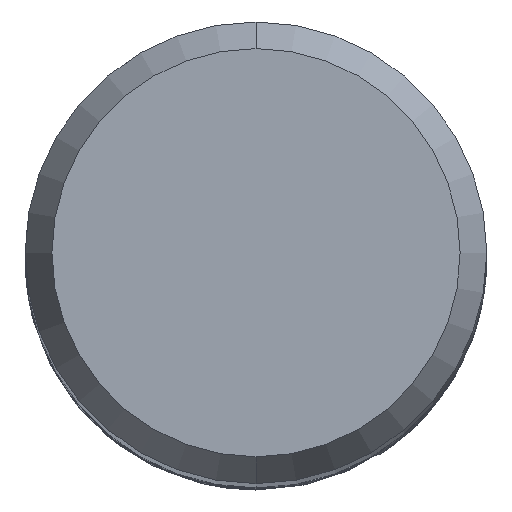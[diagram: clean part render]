
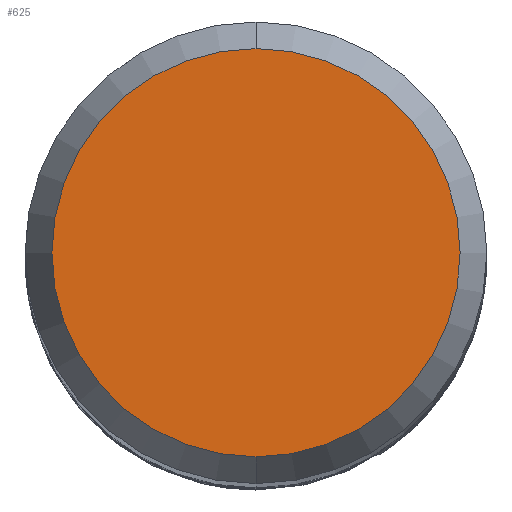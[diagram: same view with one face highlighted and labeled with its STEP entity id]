
A CAD part, top view. The second image highlights one B-rep face of the part: STEP entity #625.
In plain terms, the highlighted planar face has unit normal (0, 0, 1).
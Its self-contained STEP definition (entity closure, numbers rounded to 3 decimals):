
#591=EDGE_CURVE('',#1427,#1357,#1617,.T.);
#625=ADVANCED_FACE('',(#1652),#1653,.T.);
#673=EDGE_CURVE('',#1357,#1427,#1705,.T.);
#1357=VERTEX_POINT('',#2455);
#1427=VERTEX_POINT('',#2528);
#1617=CIRCLE('',#3186,3.538);
#1652=FACE_OUTER_BOUND('',#3667,.T.);
#1653=PLANE('',#3668);
#1705=CIRCLE('',#4829,3.538);
#2455=CARTESIAN_POINT('',(0.0,3.538,0.0));
#2528=CARTESIAN_POINT('',(0.,-3.538,0.0));
#3186=AXIS2_PLACEMENT_3D('',#16898,#16899,#16900);
#3667=EDGE_LOOP('',(#16918,#16919));
#3668=AXIS2_PLACEMENT_3D('',#16920,#16921,#16922);
#4829=AXIS2_PLACEMENT_3D('',#16966,#16967,#16968);
#16898=CARTESIAN_POINT('',(0.0,0.0,0.0));
#16899=DIRECTION('',(0.0,0.0,-1.0));
#16900=DIRECTION('',(0.0,1.0,0.0));
#16918=ORIENTED_EDGE('',*,*,#673,.F.);
#16919=ORIENTED_EDGE('',*,*,#591,.F.);
#16920=CARTESIAN_POINT('',(0.0,1.769,0.0));
#16921=DIRECTION('',(-0.0,0.0,1.0));
#16922=DIRECTION('',(0.0,-1.0,0.0));
#16966=CARTESIAN_POINT('',(0.0,0.0,0.0));
#16967=DIRECTION('',(0.0,0.0,-1.0));
#16968=DIRECTION('',(0.0,1.0,0.0));
